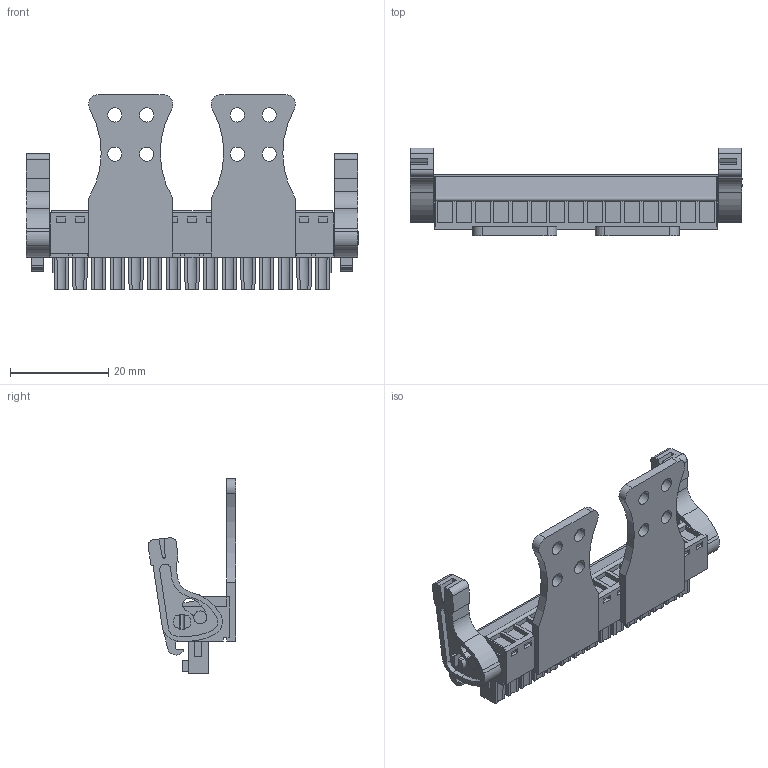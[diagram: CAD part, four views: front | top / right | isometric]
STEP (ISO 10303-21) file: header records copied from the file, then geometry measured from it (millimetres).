
FILE_DESCRIPTION(('CATIA V5R24 STEP','CAx-IF Rec.Pracs.--- Model Styling and Organization---1.2---2011-12-15'),'2;1');
FILE_NAME ('D1462186_0_2442200000_2442200000.stp','2017-10-04T13:57:15+00:00',('none'),('Weidmueller'),'CATIA Version 5-6 Release 2014 SP4 HF52','CATIA V5 STEP AP214','none');
FILE_SCHEMA(('AUTOMOTIVE_DESIGN { 1 0 10303 214 1 1 1 1 }'));
Length unit declared in the file: millimetre
Products named in the file (1): 2442200000
Bounding box: 67.74 x 17.9 x 39.75 mm (x, y, z)
Volume: 8687.2 mm3; surface area: 9511.9 mm2
Topology: 20 solids, 20 shells, 958 faces, 2489 edges, 1646 vertices
Faces by surface type: plane 727, cylinder 231
Entity records: 27765 total; most frequent: ORIENTED_EDGE 4962, CARTESIAN_POINT 4937, DIRECTION 3636, EDGE_CURVE 2481, VECTOR 1907, LINE 1907, VERTEX_POINT 1644, AXIS2_PLACEMENT_3D 1128
